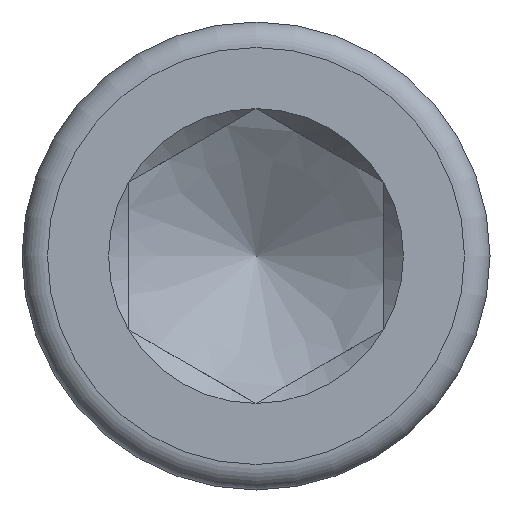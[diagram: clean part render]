
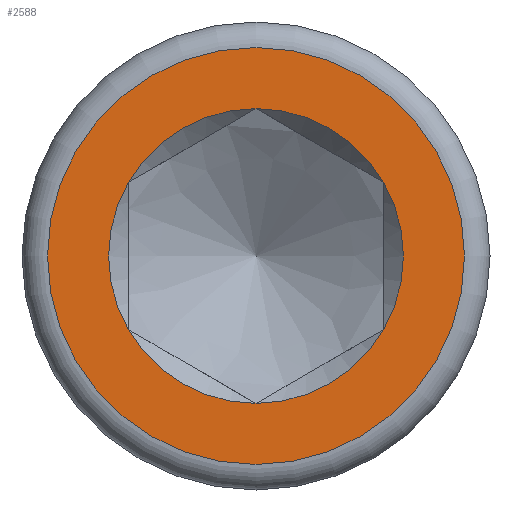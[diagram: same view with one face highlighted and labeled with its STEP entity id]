
A CAD part, left-side view. The second image highlights one B-rep face of the part: STEP entity #2588.
In plain terms, the highlighted planar face has unit normal (-1, 0, 0).
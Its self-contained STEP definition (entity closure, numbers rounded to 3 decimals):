
#26=FACE_BOUND('',#324,.T.);
#48=PLANE('',#2751);
#179=FACE_OUTER_BOUND('',#323,.T.);
#323=EDGE_LOOP('',(#2269));
#324=EDGE_LOOP('',(#2270,#2271,#2272,#2273,#2274,#2275));
#351=CIRCLE('',#2752,2.45);
#352=CIRCLE('',#2753,1.732);
#353=CIRCLE('',#2754,1.732);
#354=CIRCLE('',#2755,1.732);
#355=CIRCLE('',#2756,1.732);
#356=CIRCLE('',#2757,1.732);
#357=CIRCLE('',#2758,1.732);
#1107=VERTEX_POINT('',#10957);
#1108=VERTEX_POINT('',#10958);
#1111=VERTEX_POINT('',#10970);
#1112=VERTEX_POINT('',#10971);
#1115=VERTEX_POINT('',#10983);
#1116=VERTEX_POINT('',#10984);
#1119=VERTEX_POINT('',#10996);
#1506=EDGE_CURVE('',#1119,#1119,#351,.T.);
#1507=EDGE_CURVE('',#1111,#1112,#352,.T.);
#1508=EDGE_CURVE('',#1112,#1115,#353,.T.);
#1509=EDGE_CURVE('',#1115,#1116,#354,.T.);
#1510=EDGE_CURVE('',#1116,#1107,#355,.T.);
#1511=EDGE_CURVE('',#1107,#1108,#356,.T.);
#1512=EDGE_CURVE('',#1108,#1111,#357,.T.);
#2269=ORIENTED_EDGE('',*,*,#1506,.F.);
#2270=ORIENTED_EDGE('',*,*,#1507,.T.);
#2271=ORIENTED_EDGE('',*,*,#1508,.T.);
#2272=ORIENTED_EDGE('',*,*,#1509,.T.);
#2273=ORIENTED_EDGE('',*,*,#1510,.T.);
#2274=ORIENTED_EDGE('',*,*,#1511,.T.);
#2275=ORIENTED_EDGE('',*,*,#1512,.T.);
#2588=ADVANCED_FACE('',(#179,#26),#48,.F.);
#2751=AXIS2_PLACEMENT_3D('',#10995,#3171,#3172);
#2752=AXIS2_PLACEMENT_3D('',#10997,#3173,#3174);
#2753=AXIS2_PLACEMENT_3D('',#10998,#3175,#3176);
#2754=AXIS2_PLACEMENT_3D('',#10999,#3177,#3178);
#2755=AXIS2_PLACEMENT_3D('',#11000,#3179,#3180);
#2756=AXIS2_PLACEMENT_3D('',#11001,#3181,#3182);
#2757=AXIS2_PLACEMENT_3D('',#11002,#3183,#3184);
#2758=AXIS2_PLACEMENT_3D('',#11003,#3185,#3186);
#3171=DIRECTION('center_axis',(1.,0.,0.));
#3172=DIRECTION('ref_axis',(0.,1.,0.));
#3173=DIRECTION('center_axis',(1.,0.,0.));
#3174=DIRECTION('ref_axis',(0.,1.,0.));
#3175=DIRECTION('center_axis',(1.,0.,0.));
#3176=DIRECTION('ref_axis',(0.,0.,-1.));
#3177=DIRECTION('center_axis',(1.,0.,0.));
#3178=DIRECTION('ref_axis',(0.,0.,-1.));
#3179=DIRECTION('center_axis',(1.,0.,0.));
#3180=DIRECTION('ref_axis',(0.,0.,-1.));
#3181=DIRECTION('center_axis',(1.,0.,0.));
#3182=DIRECTION('ref_axis',(0.,0.,-1.));
#3183=DIRECTION('center_axis',(1.,0.,0.));
#3184=DIRECTION('ref_axis',(0.,0.,-1.));
#3185=DIRECTION('center_axis',(1.,0.,0.));
#3186=DIRECTION('ref_axis',(0.,0.,-1.));
#10957=CARTESIAN_POINT('',(-3.,-1.5,0.866));
#10958=CARTESIAN_POINT('',(-3.,-1.5,-0.866));
#10970=CARTESIAN_POINT('',(-3.,0.,-1.732));
#10971=CARTESIAN_POINT('',(-3.,1.5,-0.866));
#10983=CARTESIAN_POINT('',(-3.,1.5,0.866));
#10984=CARTESIAN_POINT('',(-3.,0.,1.732));
#10995=CARTESIAN_POINT('Origin',(-3.,1.732,0.));
#10996=CARTESIAN_POINT('',(-3.,-2.45,0.));
#10997=CARTESIAN_POINT('Origin',(-3.,0.,0.));
#10998=CARTESIAN_POINT('Origin',(-3.,0.,0.));
#10999=CARTESIAN_POINT('Origin',(-3.,0.,0.));
#11000=CARTESIAN_POINT('Origin',(-3.,0.,0.));
#11001=CARTESIAN_POINT('Origin',(-3.,0.,0.));
#11002=CARTESIAN_POINT('Origin',(-3.,0.,0.));
#11003=CARTESIAN_POINT('Origin',(-3.,0.,0.));
